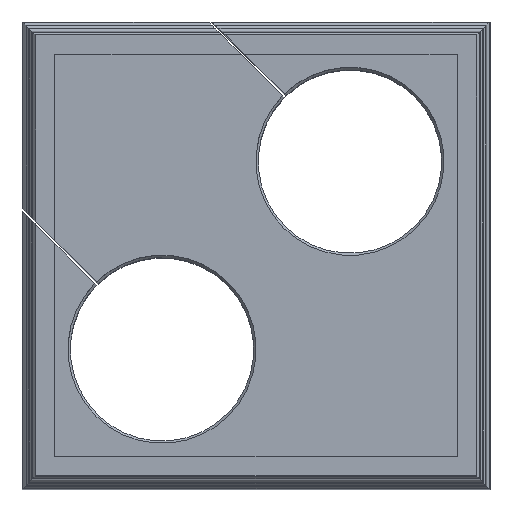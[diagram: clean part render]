
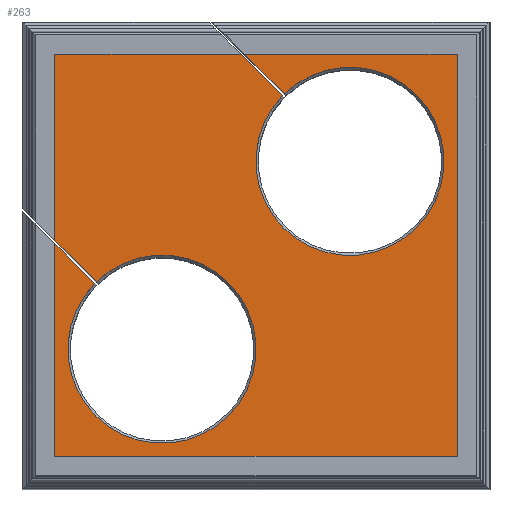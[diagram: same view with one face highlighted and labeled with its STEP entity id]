
A CAD part, top view. The second image highlights one B-rep face of the part: STEP entity #263.
In plain terms, the highlighted planar face has unit normal (0, 0, 1).
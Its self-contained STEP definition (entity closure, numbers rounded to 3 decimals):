
#156=CIRCLE('',#2679,4.);
#177=CIRCLE('',#2747,4.);
#263=ADVANCED_FACE('',(#508),#391,.T.);
#391=PLANE('',#2748);
#508=FACE_OUTER_BOUND('',#644,.T.);
#644=EDGE_LOOP('',(#1052,#1053,#1054,#1055,#1056,#1057,#1058,#1059,#1060,
#1061,#1062,#1063));
#1052=ORIENTED_EDGE('',*,*,#1938,.F.);
#1053=ORIENTED_EDGE('',*,*,#1939,.T.);
#1054=ORIENTED_EDGE('',*,*,#1940,.T.);
#1055=ORIENTED_EDGE('',*,*,#1941,.T.);
#1056=ORIENTED_EDGE('',*,*,#1799,.T.);
#1057=ORIENTED_EDGE('',*,*,#1942,.T.);
#1058=ORIENTED_EDGE('',*,*,#1943,.T.);
#1059=ORIENTED_EDGE('',*,*,#1944,.F.);
#1060=ORIENTED_EDGE('',*,*,#1945,.T.);
#1061=ORIENTED_EDGE('',*,*,#1759,.T.);
#1062=ORIENTED_EDGE('',*,*,#1946,.T.);
#1063=ORIENTED_EDGE('',*,*,#1810,.T.);
#1501=VERTEX_POINT('',#3527);
#1503=VERTEX_POINT('',#3530);
#1535=VERTEX_POINT('',#3612);
#1537=VERTEX_POINT('',#3615);
#1545=VERTEX_POINT('',#3636);
#1547=VERTEX_POINT('',#3639);
#1630=VERTEX_POINT('',#3897);
#1631=VERTEX_POINT('',#3899);
#1632=VERTEX_POINT('',#3901);
#1633=VERTEX_POINT('',#3904);
#1634=VERTEX_POINT('',#3906);
#1635=VERTEX_POINT('',#3908);
#1759=EDGE_CURVE('',#1503,#1501,#2134,.T.);
#1799=EDGE_CURVE('',#1537,#1535,#2174,.T.);
#1810=EDGE_CURVE('',#1547,#1545,#156,.T.);
#1938=EDGE_CURVE('',#1630,#1545,#2290,.T.);
#1939=EDGE_CURVE('',#1630,#1631,#2291,.T.);
#1940=EDGE_CURVE('',#1631,#1632,#2292,.T.);
#1941=EDGE_CURVE('',#1632,#1537,#2293,.T.);
#1942=EDGE_CURVE('',#1535,#1633,#2294,.T.);
#1943=EDGE_CURVE('',#1633,#1634,#177,.T.);
#1944=EDGE_CURVE('',#1635,#1634,#2295,.T.);
#1945=EDGE_CURVE('',#1635,#1503,#2296,.T.);
#1946=EDGE_CURVE('',#1501,#1547,#2297,.T.);
#2134=LINE('',#3529,#2405);
#2174=LINE('',#3614,#2445);
#2290=LINE('',#3896,#2561);
#2291=LINE('',#3898,#2562);
#2292=LINE('',#3900,#2563);
#2293=LINE('',#3902,#2564);
#2294=LINE('',#3903,#2565);
#2295=LINE('',#3907,#2566);
#2296=LINE('',#3909,#2567);
#2297=LINE('',#3910,#2568);
#2405=VECTOR('',#2891,1.);
#2445=VECTOR('',#2953,1.);
#2561=VECTOR('',#3215,1.);
#2562=VECTOR('',#3216,1.);
#2563=VECTOR('',#3217,1.);
#2564=VECTOR('',#3218,1.);
#2565=VECTOR('',#3219,1.);
#2566=VECTOR('',#3222,1.);
#2567=VECTOR('',#3223,1.);
#2568=VECTOR('',#3224,1.);
#2679=AXIS2_PLACEMENT_3D('',#3638,#2972,#2973);
#2747=AXIS2_PLACEMENT_3D('',#3905,#3220,#3221);
#2748=AXIS2_PLACEMENT_3D('',#3911,#3225,#3226);
#2891=DIRECTION('',(0.,-1.,0.));
#2953=DIRECTION('',(-1.,0.,0.));
#2972=DIRECTION('',(0.,0.,-1.));
#2973=DIRECTION('',(1.,0.,0.));
#3215=DIRECTION('',(0.707,-0.707,0.));
#3216=DIRECTION('',(0.,-1.,0.));
#3217=DIRECTION('',(1.,0.,0.));
#3218=DIRECTION('',(0.,1.,0.));
#3219=DIRECTION('',(0.707,-0.707,0.));
#3220=DIRECTION('',(0.,0.,-1.));
#3221=DIRECTION('',(1.,0.,0.));
#3222=DIRECTION('',(0.707,-0.707,0.));
#3223=DIRECTION('',(-1.,0.,0.));
#3224=DIRECTION('',(0.707,-0.707,0.));
#3225=DIRECTION('',(0.,0.,1.));
#3226=DIRECTION('',(-1.,0.,0.));
#3527=CARTESIAN_POINT('',(-8.55,0.63,17.7));
#3529=CARTESIAN_POINT('',(-8.55,8.55,17.7));
#3530=CARTESIAN_POINT('',(-8.55,8.55,17.7));
#3612=CARTESIAN_POINT('',(-0.489,8.55,17.7));
#3614=CARTESIAN_POINT('',(8.55,8.55,17.7));
#3615=CARTESIAN_POINT('',(8.55,8.55,17.7));
#3636=CARTESIAN_POINT('',(-6.859,-1.202,17.7));
#3638=CARTESIAN_POINT('',(-3.995,-3.995,17.7));
#3639=CARTESIAN_POINT('',(-6.788,-1.132,17.7));
#3896=CARTESIAN_POINT('',(-4.031,-4.031,17.7));
#3897=CARTESIAN_POINT('',(-8.55,0.489,17.7));
#3898=CARTESIAN_POINT('',(-8.55,8.55,17.7));
#3899=CARTESIAN_POINT('',(-8.55,-8.55,17.7));
#3900=CARTESIAN_POINT('',(-8.55,-8.55,17.7));
#3901=CARTESIAN_POINT('',(8.55,-8.55,17.7));
#3902=CARTESIAN_POINT('',(8.55,-8.55,17.7));
#3903=CARTESIAN_POINT('',(4.031,4.031,17.7));
#3904=CARTESIAN_POINT('',(1.202,6.859,17.7));
#3905=CARTESIAN_POINT('',(3.995,3.995,17.7));
#3906=CARTESIAN_POINT('',(1.132,6.788,17.7));
#3907=CARTESIAN_POINT('',(3.96,3.96,17.7));
#3908=CARTESIAN_POINT('',(-0.63,8.55,17.7));
#3909=CARTESIAN_POINT('',(8.55,8.55,17.7));
#3910=CARTESIAN_POINT('',(-3.96,-3.96,17.7));
#3911=CARTESIAN_POINT('',(0.,0.,17.7));
